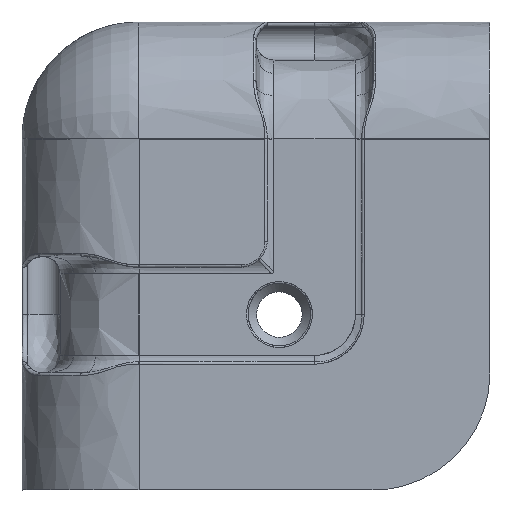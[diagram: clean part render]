
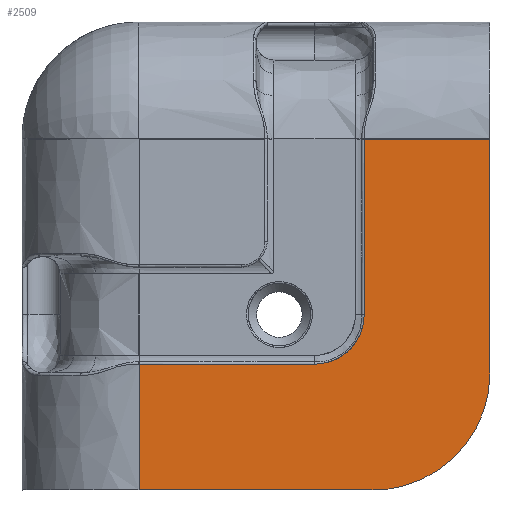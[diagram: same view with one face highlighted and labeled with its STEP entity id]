
A CAD part, front view. The second image highlights one B-rep face of the part: STEP entity #2509.
In plain terms, the highlighted free-form (B-spline) face has degree [3, 3] with [4, 4] control points.
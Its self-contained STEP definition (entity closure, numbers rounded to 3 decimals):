
#286=FACE_OUTER_BOUND('',#400,.T.);
#400=EDGE_LOOP('',(#2044,#2045,#2046,#2047,#2048,#2049,#2050,#2051));
#608=B_SPLINE_CURVE_WITH_KNOTS('',3,(#5847,#5848,#5849,#5850),
 .UNSPECIFIED.,.F.,.F.,(4,4),(0.375,0.75),
 .UNSPECIFIED.);
#609=B_SPLINE_CURVE_WITH_KNOTS('',3,(#5852,#5853,#5854,#5855,#5856,#5857,
#5858),.UNSPECIFIED.,.F.,.F.,(4,3,4),(-0.753,-0.376,
0.),.UNSPECIFIED.);
#610=B_SPLINE_CURVE_WITH_KNOTS('',3,(#5860,#5861,#5862,#5863),
 .UNSPECIFIED.,.F.,.F.,(4,4),(0.,1.65),.UNSPECIFIED.);
#611=B_SPLINE_CURVE_WITH_KNOTS('',3,(#5865,#5866,#5867,#5868),
 .UNSPECIFIED.,.F.,.F.,(4,4),(0.,0.269),.UNSPECIFIED.);
#612=B_SPLINE_CURVE_WITH_KNOTS('',3,(#5870,#5871,#5872,#5873),
 .UNSPECIFIED.,.F.,.F.,(4,4),(-0.75,-0.25),.UNSPECIFIED.);
#613=B_SPLINE_CURVE_WITH_KNOTS('',3,(#5875,#5876,#5877,#5878,#5879,#5880,
#5881),.UNSPECIFIED.,.F.,.F.,(4,3,4),(0.,0.888,1.773),
 .UNSPECIFIED.);
#614=B_SPLINE_CURVE_WITH_KNOTS('',3,(#5883,#5884,#5885,#5886),
 .UNSPECIFIED.,.F.,.F.,(4,4),(-0.75,-0.25),.UNSPECIFIED.);
#615=B_SPLINE_CURVE_WITH_KNOTS('',3,(#5887,#5888,#5889,#5890),
 .UNSPECIFIED.,.F.,.F.,(4,4),(0.731,1.),.UNSPECIFIED.);
#1040=VERTEX_POINT('',#5845);
#1041=VERTEX_POINT('',#5846);
#1042=VERTEX_POINT('',#5851);
#1043=VERTEX_POINT('',#5859);
#1044=VERTEX_POINT('',#5864);
#1045=VERTEX_POINT('',#5869);
#1046=VERTEX_POINT('',#5874);
#1047=VERTEX_POINT('',#5882);
#1539=EDGE_CURVE('',#1040,#1041,#608,.T.);
#1540=EDGE_CURVE('',#1042,#1040,#609,.T.);
#1541=EDGE_CURVE('',#1043,#1042,#610,.T.);
#1542=EDGE_CURVE('',#1044,#1043,#611,.T.);
#1543=EDGE_CURVE('',#1045,#1044,#612,.T.);
#1544=EDGE_CURVE('',#1046,#1045,#613,.T.);
#1545=EDGE_CURVE('',#1047,#1046,#614,.T.);
#1546=EDGE_CURVE('',#1041,#1047,#615,.T.);
#2044=ORIENTED_EDGE('',*,*,#1539,.F.);
#2045=ORIENTED_EDGE('',*,*,#1540,.F.);
#2046=ORIENTED_EDGE('',*,*,#1541,.F.);
#2047=ORIENTED_EDGE('',*,*,#1542,.F.);
#2048=ORIENTED_EDGE('',*,*,#1543,.F.);
#2049=ORIENTED_EDGE('',*,*,#1544,.F.);
#2050=ORIENTED_EDGE('',*,*,#1545,.F.);
#2051=ORIENTED_EDGE('',*,*,#1546,.F.);
#2427=B_SPLINE_SURFACE_WITH_KNOTS('',3,3,((#5829,#5830,#5831,#5832),(#5833,
#5834,#5835,#5836),(#5837,#5838,#5839,#5840),(#5841,#5842,#5843,#5844)),
 .UNSPECIFIED.,.F.,.F.,.F.,(4,4),(4,4),(0.,1.),(0.,1.),.UNSPECIFIED.);
#2509=ADVANCED_FACE('',(#286),#2427,.T.);
#5829=CARTESIAN_POINT('Ctrl Pts',(28.284,27.97,31.652));
#5830=CARTESIAN_POINT('Ctrl Pts',(28.284,27.97,46.319));
#5831=CARTESIAN_POINT('Ctrl Pts',(28.284,27.97,60.985));
#5832=CARTESIAN_POINT('Ctrl Pts',(28.284,27.97,75.652));
#5833=CARTESIAN_POINT('Ctrl Pts',(42.95,27.97,31.652));
#5834=CARTESIAN_POINT('Ctrl Pts',(42.95,27.97,46.319));
#5835=CARTESIAN_POINT('Ctrl Pts',(42.95,27.97,60.985));
#5836=CARTESIAN_POINT('Ctrl Pts',(42.95,27.97,75.652));
#5837=CARTESIAN_POINT('Ctrl Pts',(57.617,27.97,31.652));
#5838=CARTESIAN_POINT('Ctrl Pts',(57.617,27.97,46.319));
#5839=CARTESIAN_POINT('Ctrl Pts',(57.617,27.97,60.985));
#5840=CARTESIAN_POINT('Ctrl Pts',(57.617,27.97,75.652));
#5841=CARTESIAN_POINT('Ctrl Pts',(72.284,27.97,31.652));
#5842=CARTESIAN_POINT('Ctrl Pts',(72.284,27.97,46.319));
#5843=CARTESIAN_POINT('Ctrl Pts',(72.284,27.97,60.985));
#5844=CARTESIAN_POINT('Ctrl Pts',(72.284,27.97,75.652));
#5845=CARTESIAN_POINT('',(60.455,27.97,48.152));
#5846=CARTESIAN_POINT('',(60.455,27.97,64.652));
#5847=CARTESIAN_POINT('Ctrl Pts',(60.455,27.97,48.152));
#5848=CARTESIAN_POINT('Ctrl Pts',(60.455,27.97,53.652));
#5849=CARTESIAN_POINT('Ctrl Pts',(60.455,27.97,59.152));
#5850=CARTESIAN_POINT('Ctrl Pts',(60.455,27.97,64.652));
#5851=CARTESIAN_POINT('',(55.783,27.97,43.481));
#5852=CARTESIAN_POINT('Ctrl Pts',(55.783,27.97,43.481));
#5853=CARTESIAN_POINT('Ctrl Pts',(57.022,27.97,43.481));
#5854=CARTESIAN_POINT('Ctrl Pts',(58.21,27.97,43.973));
#5855=CARTESIAN_POINT('Ctrl Pts',(59.086,27.97,44.849));
#5856=CARTESIAN_POINT('Ctrl Pts',(59.962,27.97,45.725));
#5857=CARTESIAN_POINT('Ctrl Pts',(60.455,27.97,46.913));
#5858=CARTESIAN_POINT('Ctrl Pts',(60.455,27.97,48.152));
#5859=CARTESIAN_POINT('',(39.284,27.97,43.481));
#5860=CARTESIAN_POINT('Ctrl Pts',(39.284,27.97,43.481));
#5861=CARTESIAN_POINT('Ctrl Pts',(44.783,27.97,43.481));
#5862=CARTESIAN_POINT('Ctrl Pts',(50.283,27.97,43.481));
#5863=CARTESIAN_POINT('Ctrl Pts',(55.783,27.97,43.481));
#5864=CARTESIAN_POINT('',(39.284,27.97,31.652));
#5865=CARTESIAN_POINT('Ctrl Pts',(39.284,27.97,31.652));
#5866=CARTESIAN_POINT('Ctrl Pts',(39.284,27.97,35.595));
#5867=CARTESIAN_POINT('Ctrl Pts',(39.284,27.97,39.538));
#5868=CARTESIAN_POINT('Ctrl Pts',(39.284,27.97,43.481));
#5869=CARTESIAN_POINT('',(61.284,27.97,31.652));
#5870=CARTESIAN_POINT('Ctrl Pts',(61.284,27.97,31.652));
#5871=CARTESIAN_POINT('Ctrl Pts',(53.95,27.97,31.652));
#5872=CARTESIAN_POINT('Ctrl Pts',(46.617,27.97,31.652));
#5873=CARTESIAN_POINT('Ctrl Pts',(39.284,27.97,31.652));
#5874=CARTESIAN_POINT('',(72.284,27.97,42.652));
#5875=CARTESIAN_POINT('Ctrl Pts',(72.284,27.97,42.652));
#5876=CARTESIAN_POINT('Ctrl Pts',(72.284,27.97,39.728));
#5877=CARTESIAN_POINT('Ctrl Pts',(71.12,27.97,36.925));
#5878=CARTESIAN_POINT('Ctrl Pts',(69.049,27.97,34.861));
#5879=CARTESIAN_POINT('Ctrl Pts',(66.987,27.97,32.806));
#5880=CARTESIAN_POINT('Ctrl Pts',(64.195,27.97,31.652));
#5881=CARTESIAN_POINT('Ctrl Pts',(61.284,27.97,31.652));
#5882=CARTESIAN_POINT('',(72.284,27.97,64.652));
#5883=CARTESIAN_POINT('Ctrl Pts',(72.284,27.97,64.652));
#5884=CARTESIAN_POINT('Ctrl Pts',(72.284,27.97,57.319));
#5885=CARTESIAN_POINT('Ctrl Pts',(72.284,27.97,49.985));
#5886=CARTESIAN_POINT('Ctrl Pts',(72.284,27.97,42.652));
#5887=CARTESIAN_POINT('Ctrl Pts',(60.455,27.97,64.652));
#5888=CARTESIAN_POINT('Ctrl Pts',(64.398,27.97,64.652));
#5889=CARTESIAN_POINT('Ctrl Pts',(68.341,27.97,64.652));
#5890=CARTESIAN_POINT('Ctrl Pts',(72.284,27.97,64.652));
